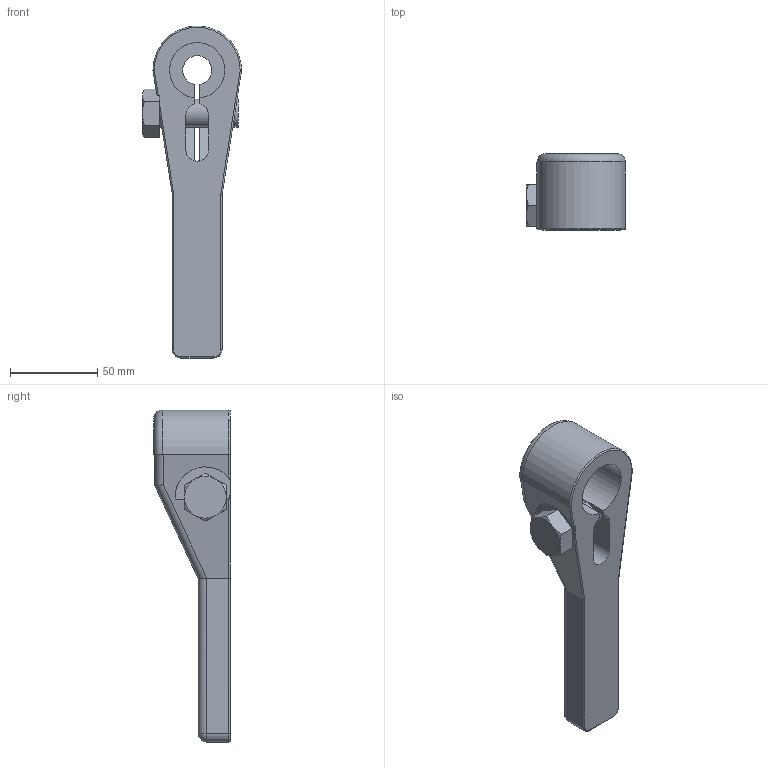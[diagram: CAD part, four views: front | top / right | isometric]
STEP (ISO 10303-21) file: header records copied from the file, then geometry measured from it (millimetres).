
FILE_DESCRIPTION((''),'2;1');
FILE_NAME('ILCM44113101','2020-02-04T',('npeters'),(''),'PRO/ENGINEER BY PARAMETRIC TECHNOLOGY CORPORATION, 2013320','PRO/ENGINEER BY PARAMETRIC TECHNOLOGY CORPORATION, 2013320','');
FILE_SCHEMA(('AUTOMOTIVE_DESIGN { 1 0 10303 214 1 1 1 1 }'));
Length unit declared in the file: millimetre
Products named in the file (1): ILCM44113101
Bounding box: 56.79 x 43.81 x 190.5 mm (x, y, z)
Volume: 154139.5 mm3; surface area: 33890.7 mm2
Topology: 1 solids, 1 shells, 75 faces, 203 edges, 127 vertices
Faces by surface type: cylinder 32, plane 31, cone 6, torus 4, sphere 2
Entity records: 3414 total; most frequent: CARTESIAN_POINT 695, ORIENTED_EDGE 406, DIRECTION 357, PRESENTATION_STYLE_ASSIGNMENT 221, STYLED_ITEM 204, CURVE_STYLE 203, EDGE_CURVE 203, AXIS2_PLACEMENT_3D 127
